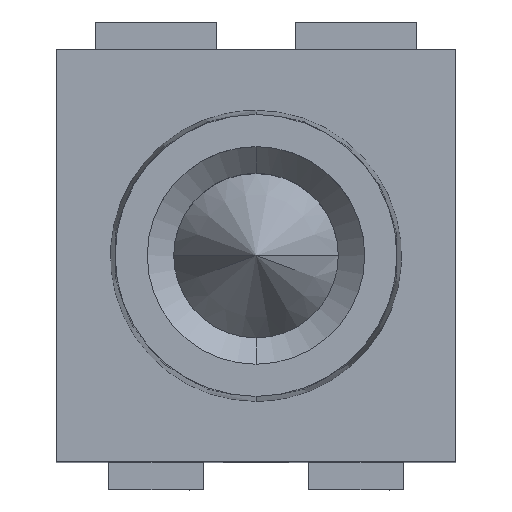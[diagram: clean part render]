
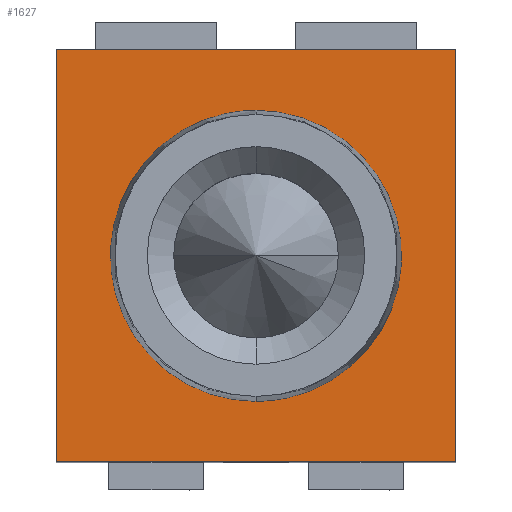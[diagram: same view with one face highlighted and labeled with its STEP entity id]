
A CAD part, top view. The second image highlights one B-rep face of the part: STEP entity #1627.
In plain terms, the highlighted planar face has unit normal (0, 0, 1).
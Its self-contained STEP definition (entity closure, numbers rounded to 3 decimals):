
#1560=AXIS2_PLACEMENT_3D('Plane Axis2P3D',#1557,#1558,#1559) ;
#902=CARTESIAN_POINT('Vertex',(29.35,32.35,35.2)) ;
#944=CARTESIAN_POINT('Vertex',(0.,32.35,35.2)) ;
#947=CARTESIAN_POINT('Line Origine',(14.675,32.35,35.2)) ;
#1091=CARTESIAN_POINT('Line Origine',(29.35,17.2,35.2)) ;
#1095=CARTESIAN_POINT('Vertex',(29.35,2.05,35.2)) ;
#1519=CARTESIAN_POINT('Vertex',(0.,2.05,35.2)) ;
#1522=CARTESIAN_POINT('Line Origine',(0.,17.2,35.2)) ;
#1557=CARTESIAN_POINT('Axis2P3D Location',(14.675,17.2,35.2)) ;
#1562=CARTESIAN_POINT('Line Origine',(14.675,2.05,35.2)) ;
#1574=CARTESIAN_POINT('Control Point',(14.675,6.5,35.2)) ;
#1575=CARTESIAN_POINT('Control Point',(13.553,6.5,35.2)) ;
#1576=CARTESIAN_POINT('Control Point',(12.432,6.647,35.2)) ;
#1577=CARTESIAN_POINT('Control Point',(11.335,6.941,35.2)) ;
#1578=CARTESIAN_POINT('Control Point',(9.246,7.809,35.2)) ;
#1579=CARTESIAN_POINT('Control Point',(7.451,9.187,35.2)) ;
#1580=CARTESIAN_POINT('Control Point',(6.649,9.99,35.2)) ;
#1581=CARTESIAN_POINT('Control Point',(5.275,11.787,35.2)) ;
#1582=CARTESIAN_POINT('Control Point',(4.41,13.878,35.2)) ;
#1583=CARTESIAN_POINT('Control Point',(4.118,14.975,35.2)) ;
#1584=CARTESIAN_POINT('Control Point',(3.828,17.219,35.2)) ;
#1585=CARTESIAN_POINT('Control Point',(4.126,19.462,35.2)) ;
#1586=CARTESIAN_POINT('Control Point',(4.422,20.558,35.2)) ;
#1587=CARTESIAN_POINT('Control Point',(5.294,22.645,35.2)) ;
#1588=CARTESIAN_POINT('Control Point',(6.674,24.438,35.2)) ;
#1589=CARTESIAN_POINT('Control Point',(7.479,25.238,35.2)) ;
#1590=CARTESIAN_POINT('Control Point',(9.273,26.605,35.2)) ;
#1591=CARTESIAN_POINT('Control Point',(11.357,27.465,35.2)) ;
#1592=CARTESIAN_POINT('Control Point',(12.446,27.755,35.2)) ;
#1593=CARTESIAN_POINT('Control Point',(13.561,27.9,35.2)) ;
#1594=CARTESIAN_POINT('Control Point',(14.675,27.9,35.2)) ;
#1595=CARTESIAN_POINT('Vertex',(14.675,6.5,35.2)) ;
#1597=CARTESIAN_POINT('Vertex',(14.675,27.9,35.2)) ;
#1601=CARTESIAN_POINT('Control Point',(14.675,27.9,35.2)) ;
#1602=CARTESIAN_POINT('Control Point',(15.797,27.9,35.2)) ;
#1603=CARTESIAN_POINT('Control Point',(16.918,27.753,35.2)) ;
#1604=CARTESIAN_POINT('Control Point',(18.015,27.459,35.2)) ;
#1605=CARTESIAN_POINT('Control Point',(20.104,26.591,35.2)) ;
#1606=CARTESIAN_POINT('Control Point',(21.899,25.213,35.2)) ;
#1607=CARTESIAN_POINT('Control Point',(22.701,24.41,35.2)) ;
#1608=CARTESIAN_POINT('Control Point',(24.075,22.613,35.2)) ;
#1609=CARTESIAN_POINT('Control Point',(24.94,20.522,35.2)) ;
#1610=CARTESIAN_POINT('Control Point',(25.232,19.425,35.2)) ;
#1611=CARTESIAN_POINT('Control Point',(25.522,17.181,35.2)) ;
#1612=CARTESIAN_POINT('Control Point',(25.224,14.938,35.2)) ;
#1613=CARTESIAN_POINT('Control Point',(24.928,13.842,35.2)) ;
#1614=CARTESIAN_POINT('Control Point',(24.056,11.755,35.2)) ;
#1615=CARTESIAN_POINT('Control Point',(22.676,9.962,35.2)) ;
#1616=CARTESIAN_POINT('Control Point',(21.871,9.162,35.2)) ;
#1617=CARTESIAN_POINT('Control Point',(20.077,7.795,35.2)) ;
#1618=CARTESIAN_POINT('Control Point',(17.993,6.935,35.2)) ;
#1619=CARTESIAN_POINT('Control Point',(16.904,6.645,35.2)) ;
#1620=CARTESIAN_POINT('Control Point',(15.789,6.5,35.2)) ;
#1621=CARTESIAN_POINT('Control Point',(14.675,6.5,35.2)) ;
#948=DIRECTION('Vector Direction',(-1.,0.,0.)) ;
#1092=DIRECTION('Vector Direction',(0.,-1.,0.)) ;
#1523=DIRECTION('Vector Direction',(0.,1.,0.)) ;
#1558=DIRECTION('Axis2P3D Direction',(0.,0.,1.)) ;
#1559=DIRECTION('Axis2P3D XDirection',(-1.,0.,0.)) ;
#1563=DIRECTION('Vector Direction',(-1.,0.,0.)) ;
#949=VECTOR('Line Direction',#948,1.) ;
#1093=VECTOR('Line Direction',#1092,1.) ;
#1524=VECTOR('Line Direction',#1523,1.) ;
#1564=VECTOR('Line Direction',#1563,1.) ;
#1568=ORIENTED_EDGE('',*,*,#1097,.F.) ;
#1569=ORIENTED_EDGE('',*,*,#951,.T.) ;
#1570=ORIENTED_EDGE('',*,*,#1526,.F.) ;
#1571=ORIENTED_EDGE('',*,*,#1566,.F.) ;
#1624=ORIENTED_EDGE('',*,*,#1599,.T.) ;
#1625=ORIENTED_EDGE('',*,*,#1622,.T.) ;
#1626=FACE_BOUND('',#1623,.T.) ;
#1627=ADVANCED_FACE('2748240000.1\\Hauptkoerper',(#1572,#1626),#1561,.T.) ;
#1573=B_SPLINE_CURVE_WITH_KNOTS('',5,(#1574,#1575,#1576,#1577,#1578,#1579,#1580,#1581,#1582,#1583,#1584,#1585,#1586,#1587,#1588,#1589,#1590,#1591,#1592,#1593,#1594),.UNSPECIFIED.,.F.,.U.,(6,3,3,3,3,3,6),(0.,7.932,15.864,23.796,31.727,39.659,47.538),.UNSPECIFIED.) ;
#1600=B_SPLINE_CURVE_WITH_KNOTS('',5,(#1601,#1602,#1603,#1604,#1605,#1606,#1607,#1608,#1609,#1610,#1611,#1612,#1613,#1614,#1615,#1616,#1617,#1618,#1619,#1620,#1621),.UNSPECIFIED.,.F.,.U.,(6,3,3,3,3,3,6),(0.,7.932,15.864,23.796,31.727,39.659,47.538),.UNSPECIFIED.) ;
#951=EDGE_CURVE('',#903,#945,#950,.T.) ;
#1097=EDGE_CURVE('',#903,#1096,#1094,.T.) ;
#1526=EDGE_CURVE('',#1520,#945,#1525,.T.) ;
#1566=EDGE_CURVE('',#1096,#1520,#1565,.T.) ;
#1599=EDGE_CURVE('',#1596,#1598,#1573,.T.) ;
#1622=EDGE_CURVE('',#1598,#1596,#1600,.T.) ;
#1567=EDGE_LOOP('',(#1568,#1569,#1570,#1571)) ;
#1623=EDGE_LOOP('',(#1624,#1625)) ;
#1572=FACE_OUTER_BOUND('',#1567,.T.) ;
#950=LINE('Line',#947,#949) ;
#1094=LINE('Line',#1091,#1093) ;
#1525=LINE('Line',#1522,#1524) ;
#1565=LINE('Line',#1562,#1564) ;
#1561=PLANE('',#1560) ;
#903=VERTEX_POINT('',#902) ;
#945=VERTEX_POINT('',#944) ;
#1096=VERTEX_POINT('',#1095) ;
#1520=VERTEX_POINT('',#1519) ;
#1596=VERTEX_POINT('',#1595) ;
#1598=VERTEX_POINT('',#1597) ;
